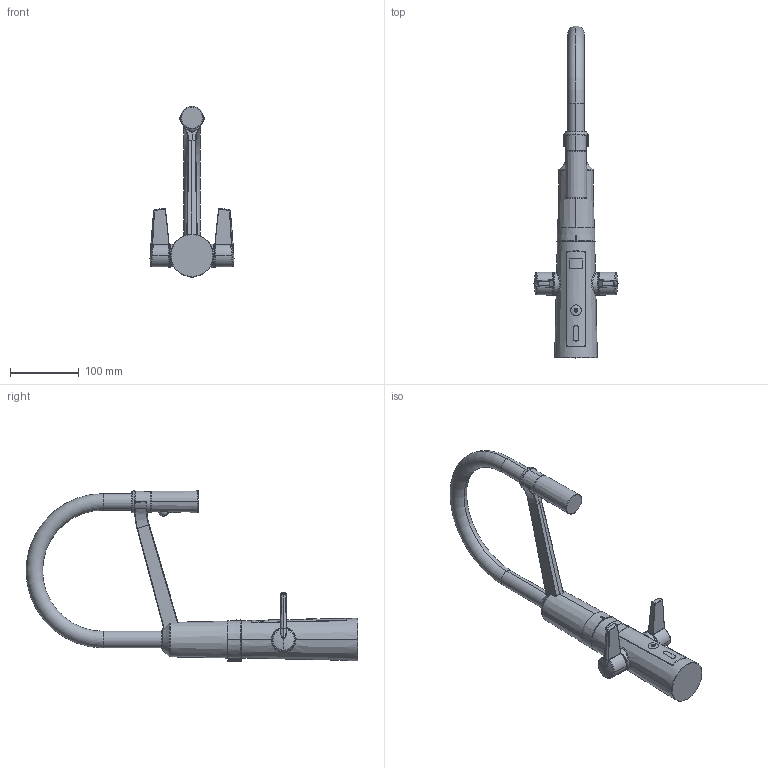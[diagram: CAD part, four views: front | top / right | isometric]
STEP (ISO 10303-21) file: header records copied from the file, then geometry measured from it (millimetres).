
FILE_DESCRIPTION (( 'STEP AP203' ), '1' );
FILE_NAME ('2728F(2017)+65252213.STEP', '2017-06-02T11:02:22', ( '' ), ( '' ), 'SwSTEP 2.0', 'SolidWorks 2016', '' );
FILE_SCHEMA (( 'CONFIG_CONTROL_DESIGN' ));
Products named in the file (1): 2728F(2017)+65252213
Bounding box: 121.98 x 481.74 x 248.8 mm (x, y, z)
Volume: 1160189.9 mm3; surface area: 159660.1 mm2
Topology: 15 solids, 15 shells, 406 faces, 933 edges, 565 vertices
Faces by surface type: bspline 211, torus 72, cone 46, plane 45, cylinder 30, sphere 2
Entity records: 32108 total; most frequent: CARTESIAN_POINT 24540, ORIENTED_EDGE 1858, DIRECTION 1105, EDGE_CURVE 929, VERTEX_POINT 565, AXIS2_PLACEMENT_3D 507, B_SPLINE_CURVE_WITH_KNOTS 494, EDGE_LOOP 418
